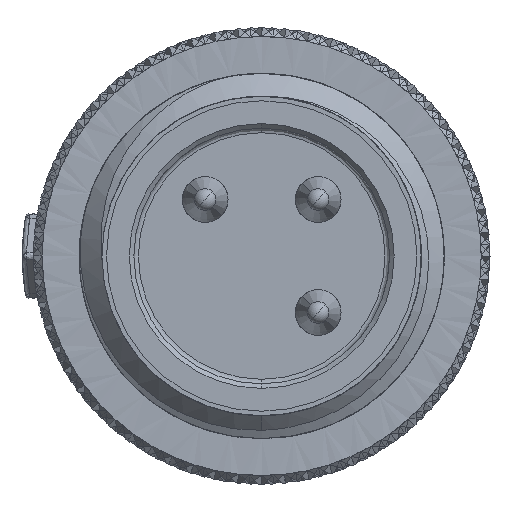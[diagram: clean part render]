
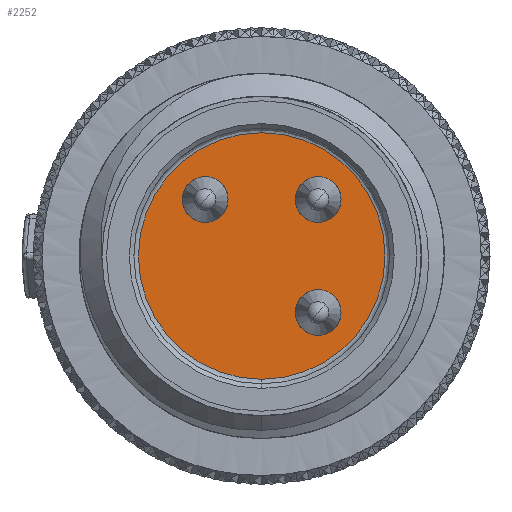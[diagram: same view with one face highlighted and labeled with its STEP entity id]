
A CAD part, left-side view. The second image highlights one B-rep face of the part: STEP entity #2252.
In plain terms, the highlighted planar face has unit normal (-1, 0, 0).
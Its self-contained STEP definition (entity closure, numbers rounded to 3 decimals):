
#99 = CIRCLE ( 'NONE', #28116, 2.7 ) ;
#304 = CARTESIAN_POINT ( 'NONE',  ( 0., -1.237, -0.737 ) ) ;
#690 = AXIS2_PLACEMENT_3D ( 'NONE', #64928, #136710, #123941 ) ;
#2252 = ADVANCED_FACE ( 'NONE', ( #38972, #87572, #113010, #27027 ), #75608, .F. ) ;
#3200 = CIRCLE ( 'NONE', #110119, 0.5 ) ;
#9072 = CARTESIAN_POINT ( 'NONE',  ( 0., -1.237, 0.737 ) ) ;
#15061 = DIRECTION ( 'NONE',  ( 1., 0., 0. ) ) ;
#15664 = ORIENTED_EDGE ( 'NONE', *, *, #16980, .T. ) ;
#16980 = EDGE_CURVE ( 'NONE', #76832, #147991, #86050, .T. ) ;
#18048 = CARTESIAN_POINT ( 'NONE',  ( 0., -1.237, -1.737 ) ) ;
#19156 = DIRECTION ( 'NONE',  ( 1., 0., 0. ) ) ;
#23931 = DIRECTION ( 'NONE',  ( -1., 0., 0. ) ) ;
#27027 = FACE_BOUND ( 'NONE', #148079, .T. ) ;
#27892 = DIRECTION ( 'NONE',  ( 1., 0., 0. ) ) ;
#28116 = AXIS2_PLACEMENT_3D ( 'NONE', #85263, #23931, #147362 ) ;
#32038 = CARTESIAN_POINT ( 'NONE',  ( 0., 0., -2.7 ) ) ;
#36279 = CARTESIAN_POINT ( 'NONE',  ( 0., 1.237, 1.237 ) ) ;
#38500 = EDGE_LOOP ( 'NONE', ( #107215, #149201 ) ) ;
#38972 = FACE_OUTER_BOUND ( 'NONE', #38500, .T. ) ;
#39605 = DIRECTION ( 'NONE',  ( 1., 0., 0. ) ) ;
#43826 = EDGE_CURVE ( 'NONE', #147991, #76832, #130691, .T. ) ;
#51483 = ORIENTED_EDGE ( 'NONE', *, *, #76671, .T. ) ;
#51801 = ORIENTED_EDGE ( 'NONE', *, *, #64987, .T. ) ;
#55837 = VERTEX_POINT ( 'NONE', #89132 ) ;
#59372 = DIRECTION ( 'NONE',  ( 1., 0., 0. ) ) ;
#59612 = CARTESIAN_POINT ( 'NONE',  ( 0., 1.237, 1.737 ) ) ;
#61939 = AXIS2_PLACEMENT_3D ( 'NONE', #124194, #15061, #136961 ) ;
#61963 = AXIS2_PLACEMENT_3D ( 'NONE', #113250, #59372, #107967 ) ;
#62369 = CARTESIAN_POINT ( 'NONE',  ( 0., 0., 2.7 ) ) ;
#62673 = CARTESIAN_POINT ( 'NONE',  ( 0., -1.237, -1.237 ) ) ;
#63522 = CIRCLE ( 'NONE', #104234, 0.5 ) ;
#64793 = VERTEX_POINT ( 'NONE', #62369 ) ;
#64928 = CARTESIAN_POINT ( 'NONE',  ( 0., -1.237, 1.237 ) ) ;
#64987 = EDGE_CURVE ( 'NONE', #85334, #55837, #120205, .T. ) ;
#66143 = CARTESIAN_POINT ( 'NONE',  ( 0., -1.237, -1.237 ) ) ;
#69583 = EDGE_CURVE ( 'NONE', #144130, #64793, #77569, .T. ) ;
#73680 = DIRECTION ( 'NONE',  ( 0., 0., -1. ) ) ;
#74110 = DIRECTION ( 'NONE',  ( 0., 0., -1. ) ) ;
#75399 = DIRECTION ( 'NONE',  ( 0., 0., -1. ) ) ;
#75608 = PLANE ( 'NONE',  #61939 ) ;
#76671 = EDGE_CURVE ( 'NONE', #55837, #85334, #63522, .T. ) ;
#76832 = VERTEX_POINT ( 'NONE', #59612 ) ;
#77569 = CIRCLE ( 'NONE', #148876, 2.7 ) ;
#85263 = CARTESIAN_POINT ( 'NONE',  ( 0., 0., 0. ) ) ;
#85334 = VERTEX_POINT ( 'NONE', #9072 ) ;
#85783 = DIRECTION ( 'NONE',  ( -1., 0., 0. ) ) ;
#86050 = CIRCLE ( 'NONE', #147118, 0.5 ) ;
#87572 = FACE_BOUND ( 'NONE', #108019, .T. ) ;
#89132 = CARTESIAN_POINT ( 'NONE',  ( 0., -1.237, 1.737 ) ) ;
#89758 = DIRECTION ( 'NONE',  ( 0., 0., -1. ) ) ;
#93101 = AXIS2_PLACEMENT_3D ( 'NONE', #66143, #19156, #113191 ) ;
#96097 = EDGE_CURVE ( 'NONE', #153460, #119324, #3200, .T. ) ;
#104234 = AXIS2_PLACEMENT_3D ( 'NONE', #138603, #27892, #74110 ) ;
#107215 = ORIENTED_EDGE ( 'NONE', *, *, #69583, .T. ) ;
#107967 = DIRECTION ( 'NONE',  ( 0., 0., -1. ) ) ;
#108019 = EDGE_LOOP ( 'NONE', ( #122845, #132954 ) ) ;
#108317 = CIRCLE ( 'NONE', #93101, 0.5 ) ;
#110119 = AXIS2_PLACEMENT_3D ( 'NONE', #62673, #39605, #89758 ) ;
#113010 = FACE_BOUND ( 'NONE', #149173, .T. ) ;
#113191 = DIRECTION ( 'NONE',  ( 0., 0., -1. ) ) ;
#113250 = CARTESIAN_POINT ( 'NONE',  ( 0., 1.237, 1.237 ) ) ;
#119324 = VERTEX_POINT ( 'NONE', #18048 ) ;
#120205 = CIRCLE ( 'NONE', #690, 0.5 ) ;
#122845 = ORIENTED_EDGE ( 'NONE', *, *, #96097, .T. ) ;
#123077 = ORIENTED_EDGE ( 'NONE', *, *, #43826, .T. ) ;
#123941 = DIRECTION ( 'NONE',  ( 0., 0., -1. ) ) ;
#124148 = CARTESIAN_POINT ( 'NONE',  ( 0., 1.237, 0.737 ) ) ;
#124194 = CARTESIAN_POINT ( 'NONE',  ( 0., 2.8, 0. ) ) ;
#130136 = EDGE_CURVE ( 'NONE', #64793, #144130, #99, .T. ) ;
#130691 = CIRCLE ( 'NONE', #61963, 0.5 ) ;
#132954 = ORIENTED_EDGE ( 'NONE', *, *, #145834, .T. ) ;
#136710 = DIRECTION ( 'NONE',  ( 1., 0., 0. ) ) ;
#136961 = DIRECTION ( 'NONE',  ( 0., 0., -1. ) ) ;
#138603 = CARTESIAN_POINT ( 'NONE',  ( 0., -1.237, 1.237 ) ) ;
#144130 = VERTEX_POINT ( 'NONE', #32038 ) ;
#145834 = EDGE_CURVE ( 'NONE', #119324, #153460, #108317, .T. ) ;
#146988 = DIRECTION ( 'NONE',  ( 1., 0., 0. ) ) ;
#147118 = AXIS2_PLACEMENT_3D ( 'NONE', #36279, #146988, #73680 ) ;
#147362 = DIRECTION ( 'NONE',  ( 0., 0., -1. ) ) ;
#147991 = VERTEX_POINT ( 'NONE', #124148 ) ;
#148079 = EDGE_LOOP ( 'NONE', ( #15664, #123077 ) ) ;
#148876 = AXIS2_PLACEMENT_3D ( 'NONE', #157464, #85783, #75399 ) ;
#149173 = EDGE_LOOP ( 'NONE', ( #51483, #51801 ) ) ;
#149201 = ORIENTED_EDGE ( 'NONE', *, *, #130136, .T. ) ;
#153460 = VERTEX_POINT ( 'NONE', #304 ) ;
#157464 = CARTESIAN_POINT ( 'NONE',  ( 0., 0., 0. ) ) ;
